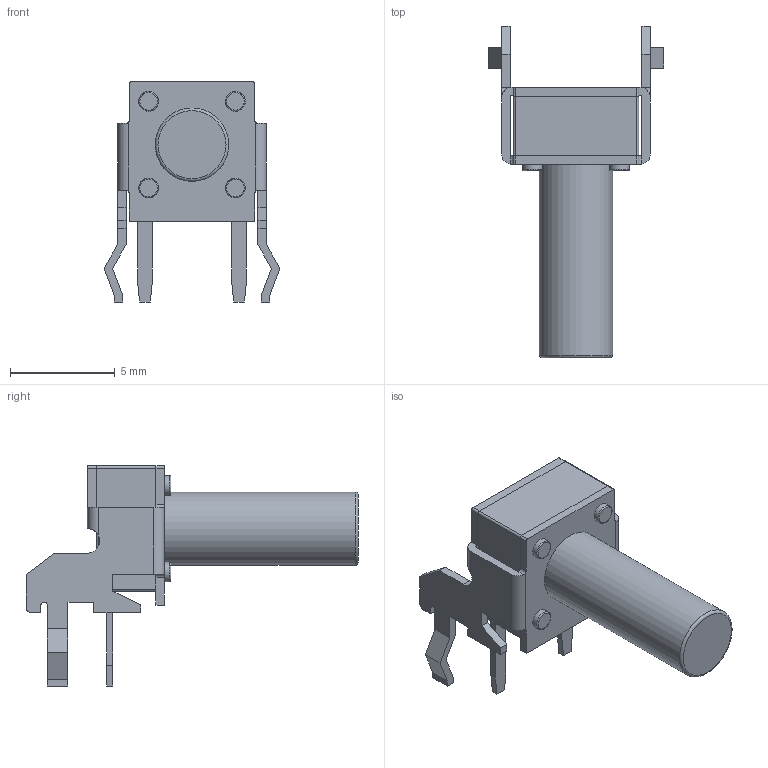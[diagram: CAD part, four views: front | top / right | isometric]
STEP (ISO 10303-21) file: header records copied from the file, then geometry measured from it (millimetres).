
FILE_DESCRIPTION(/* description */ (''),/* implementation_level */ '2;1');
FILE_NAME(/* name */ 'TE - 2-1825027-0.step',/* time_stamp */ '2020-09-06T08:20:49+01:00',/* author */ (''),/* organization */ (''),/* preprocessor_version */ 'ST-DEVELOPER v18.1',/* originating_system */ 'Autodesk Translation Framework v9.3.0.1241',/* authorisation */ '');
FILE_SCHEMA (('AUTOMOTIVE_DESIGN { 1 0 10303 214 3 1 1 }'));
Length unit declared in the file: millimetre
Products named in the file (1): TE - 2-1825027-0
Bounding box: 8.41 x 15.86 x 10.52 mm (x, y, z)
Volume: 240.7 mm3; surface area: 418.8 mm2
Topology: 1 solids, 1 shells, 160 faces, 422 edges, 267 vertices
Faces by surface type: plane 97, cylinder 42, bspline 12, torus 5, sphere 4
Full cylindrical faces by diameter (mm): 0.94 x4, 3.505 x1
Entity records: 6094 total; most frequent: CARTESIAN_POINT 2030, ORIENTED_EDGE 844, DIRECTION 802, EDGE_CURVE 422, LINE 292, VECTOR 292, VERTEX_POINT 267, AXIS2_PLACEMENT_3D 255
